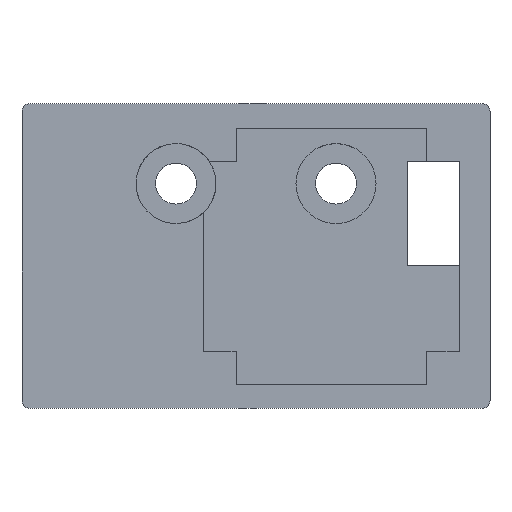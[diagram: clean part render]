
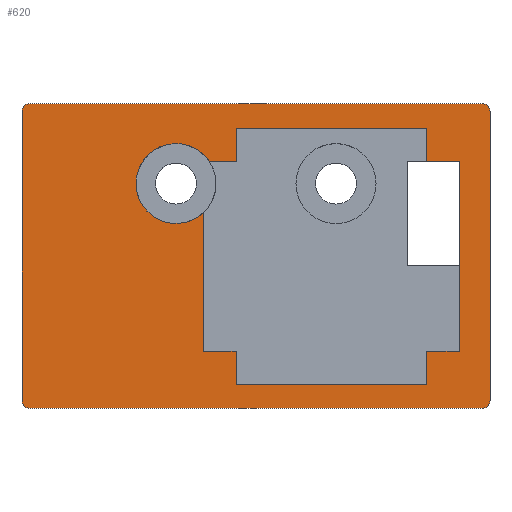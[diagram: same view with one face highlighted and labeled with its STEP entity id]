
A CAD part, top view. The second image highlights one B-rep face of the part: STEP entity #620.
In plain terms, the highlighted planar face has unit normal (0, 0, 1).
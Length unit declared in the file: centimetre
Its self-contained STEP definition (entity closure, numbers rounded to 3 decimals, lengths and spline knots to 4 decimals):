
#30=LINE('',#879,#92);
#37=LINE('',#910,#99);
#48=LINE('',#932,#110);
#50=LINE('',#936,#112);
#52=LINE('',#940,#114);
#54=LINE('',#944,#116);
#56=LINE('',#948,#118);
#58=LINE('',#951,#120);
#59=LINE('',#954,#121);
#62=LINE('',#959,#124);
#64=LINE('',#963,#126);
#66=LINE('',#966,#128);
#70=LINE('',#986,#132);
#74=LINE('',#998,#136);
#78=LINE('',#1010,#140);
#82=LINE('',#1020,#144);
#92=VECTOR('',#705,1.);
#99=VECTOR('',#736,1.);
#110=VECTOR('',#751,1.);
#112=VECTOR('',#755,1.);
#114=VECTOR('',#759,1.);
#116=VECTOR('',#763,1.);
#118=VECTOR('',#767,1.);
#120=VECTOR('',#771,1.);
#121=VECTOR('',#774,1.);
#124=VECTOR('',#779,1.);
#126=VECTOR('',#783,1.);
#128=VECTOR('',#787,1.);
#132=VECTOR('',#807,1.);
#136=VECTOR('',#819,1.);
#140=VECTOR('',#831,1.);
#144=VECTOR('',#843,1.);
#166=PLANE('',#675);
#177=FACE_BOUND('',#264,.T.);
#221=FACE_OUTER_BOUND('',#263,.T.);
#263=EDGE_LOOP('',(#553,#554,#555,#556,#557,#558,#559,#560));
#264=EDGE_LOOP('',(#561,#562,#563,#564,#565,#566,#567,#568,#569,#570,#571,
#572,#573));
#274=CIRCLE('',#638,0.5);
#281=CIRCLE('',#661,0.1);
#283=CIRCLE('',#665,0.1);
#285=CIRCLE('',#669,0.1);
#287=CIRCLE('',#673,0.1);
#297=VERTEX_POINT('',#876);
#298=VERTEX_POINT('',#878);
#303=VERTEX_POINT('',#892);
#305=VERTEX_POINT('',#895);
#310=VERTEX_POINT('',#908);
#319=VERTEX_POINT('',#931);
#320=VERTEX_POINT('',#935);
#321=VERTEX_POINT('',#939);
#322=VERTEX_POINT('',#943);
#323=VERTEX_POINT('',#947);
#324=VERTEX_POINT('',#953);
#325=VERTEX_POINT('',#958);
#326=VERTEX_POINT('',#962);
#331=VERTEX_POINT('',#977);
#332=VERTEX_POINT('',#979);
#334=VERTEX_POINT('',#985);
#336=VERTEX_POINT('',#991);
#338=VERTEX_POINT('',#997);
#340=VERTEX_POINT('',#1003);
#342=VERTEX_POINT('',#1009);
#344=VERTEX_POINT('',#1015);
#356=EDGE_CURVE('',#298,#297,#30,.T.);
#363=EDGE_CURVE('',#305,#303,#274,.T.);
#370=EDGE_CURVE('',#303,#310,#37,.T.);
#381=EDGE_CURVE('',#319,#305,#48,.T.);
#383=EDGE_CURVE('',#320,#319,#50,.T.);
#385=EDGE_CURVE('',#321,#320,#52,.T.);
#387=EDGE_CURVE('',#322,#321,#54,.T.);
#389=EDGE_CURVE('',#323,#322,#56,.T.);
#391=EDGE_CURVE('',#297,#323,#58,.T.);
#392=EDGE_CURVE('',#324,#298,#59,.T.);
#395=EDGE_CURVE('',#325,#324,#62,.T.);
#397=EDGE_CURVE('',#326,#325,#64,.T.);
#399=EDGE_CURVE('',#310,#326,#66,.T.);
#404=EDGE_CURVE('',#332,#331,#281,.T.);
#407=EDGE_CURVE('',#334,#332,#70,.T.);
#410=EDGE_CURVE('',#336,#334,#283,.T.);
#413=EDGE_CURVE('',#338,#336,#74,.T.);
#416=EDGE_CURVE('',#340,#338,#285,.T.);
#419=EDGE_CURVE('',#342,#340,#78,.T.);
#422=EDGE_CURVE('',#344,#342,#287,.T.);
#425=EDGE_CURVE('',#331,#344,#82,.T.);
#553=ORIENTED_EDGE('',*,*,#425,.T.);
#554=ORIENTED_EDGE('',*,*,#422,.T.);
#555=ORIENTED_EDGE('',*,*,#419,.T.);
#556=ORIENTED_EDGE('',*,*,#416,.T.);
#557=ORIENTED_EDGE('',*,*,#413,.T.);
#558=ORIENTED_EDGE('',*,*,#410,.T.);
#559=ORIENTED_EDGE('',*,*,#407,.T.);
#560=ORIENTED_EDGE('',*,*,#404,.T.);
#561=ORIENTED_EDGE('',*,*,#363,.T.);
#562=ORIENTED_EDGE('',*,*,#370,.T.);
#563=ORIENTED_EDGE('',*,*,#399,.T.);
#564=ORIENTED_EDGE('',*,*,#397,.T.);
#565=ORIENTED_EDGE('',*,*,#395,.T.);
#566=ORIENTED_EDGE('',*,*,#392,.T.);
#567=ORIENTED_EDGE('',*,*,#356,.T.);
#568=ORIENTED_EDGE('',*,*,#391,.T.);
#569=ORIENTED_EDGE('',*,*,#389,.T.);
#570=ORIENTED_EDGE('',*,*,#387,.T.);
#571=ORIENTED_EDGE('',*,*,#385,.T.);
#572=ORIENTED_EDGE('',*,*,#383,.T.);
#573=ORIENTED_EDGE('',*,*,#381,.T.);
#620=ADVANCED_FACE('',(#221,#177),#166,.T.);
#638=AXIS2_PLACEMENT_3D('',#896,#721,#722);
#661=AXIS2_PLACEMENT_3D('',#980,#801,#802);
#665=AXIS2_PLACEMENT_3D('',#992,#813,#814);
#669=AXIS2_PLACEMENT_3D('',#1004,#825,#826);
#673=AXIS2_PLACEMENT_3D('',#1016,#837,#838);
#675=AXIS2_PLACEMENT_3D('',#1021,#844,#845);
#705=DIRECTION('',(0.,-1.,0.));
#721=DIRECTION('center_axis',(0.,0.,-1.));
#722=DIRECTION('ref_axis',(1.,0.,0.));
#736=DIRECTION('',(1.,0.,0.));
#751=DIRECTION('',(0.,1.,0.));
#755=DIRECTION('',(-1.,0.,0.));
#759=DIRECTION('',(0.,1.,0.));
#763=DIRECTION('',(-1.,0.,0.));
#767=DIRECTION('',(0.,-1.,0.));
#771=DIRECTION('',(-1.,0.,0.));
#774=DIRECTION('',(1.,0.,0.));
#779=DIRECTION('',(0.,-1.,0.));
#783=DIRECTION('',(1.,0.,0.));
#787=DIRECTION('',(0.,1.,0.));
#801=DIRECTION('center_axis',(0.,0.,1.));
#802=DIRECTION('ref_axis',(0.,1.,0.));
#807=DIRECTION('',(-1.,0.,0.));
#813=DIRECTION('center_axis',(0.,0.,1.));
#814=DIRECTION('ref_axis',(1.,0.,0.));
#819=DIRECTION('',(0.,1.,0.));
#825=DIRECTION('center_axis',(0.,0.,1.));
#826=DIRECTION('ref_axis',(0.,-1.,0.));
#831=DIRECTION('',(1.,0.,0.));
#837=DIRECTION('center_axis',(0.,0.,1.));
#838=DIRECTION('ref_axis',(-1.,0.,0.));
#843=DIRECTION('',(0.,-1.,0.));
#844=DIRECTION('center_axis',(0.,0.,1.));
#845=DIRECTION('ref_axis',(1.,0.,0.));
#876=CARTESIAN_POINT('',(2.5413,-2.0987,0.635));
#878=CARTESIAN_POINT('',(2.5413,0.2813,0.635));
#879=CARTESIAN_POINT('',(2.5413,-0.3119,0.635));
#892=CARTESIAN_POINT('',(-0.5866,0.2813,0.635));
#895=CARTESIAN_POINT('',(-0.6587,-0.3654,0.635));
#896=CARTESIAN_POINT('Origin',(-1.,0.,0.635));
#908=CARTESIAN_POINT('',(-0.2487,0.2813,0.635));
#910=CARTESIAN_POINT('',(-0.3293,0.2813,0.635));
#931=CARTESIAN_POINT('',(-0.6587,-2.0987,0.635));
#932=CARTESIAN_POINT('',(-0.6587,-1.5019,0.635));
#935=CARTESIAN_POINT('',(-0.2487,-2.0987,0.635));
#936=CARTESIAN_POINT('',(-0.1243,-2.0987,0.635));
#939=CARTESIAN_POINT('',(-0.2487,-2.5087,0.635));
#940=CARTESIAN_POINT('',(-0.2487,-1.7069,0.635));
#943=CARTESIAN_POINT('',(2.1313,-2.5087,0.635));
#944=CARTESIAN_POINT('',(1.0657,-2.5087,0.635));
#947=CARTESIAN_POINT('',(2.1313,-2.0987,0.635));
#948=CARTESIAN_POINT('',(2.1313,-1.5019,0.635));
#951=CARTESIAN_POINT('',(1.2707,-2.0987,0.635));
#953=CARTESIAN_POINT('',(2.1313,0.2813,0.635));
#954=CARTESIAN_POINT('',(1.0657,0.2813,0.635));
#958=CARTESIAN_POINT('',(2.1313,0.6913,0.635));
#959=CARTESIAN_POINT('',(2.1313,-0.1069,0.635));
#962=CARTESIAN_POINT('',(-0.2487,0.6913,0.635));
#963=CARTESIAN_POINT('',(-0.1243,0.6913,0.635));
#966=CARTESIAN_POINT('',(-0.2487,-0.3119,0.635));
#977=CARTESIAN_POINT('',(-2.925,0.9,0.635));
#979=CARTESIAN_POINT('',(-2.825,1.,0.635));
#980=CARTESIAN_POINT('Origin',(-2.825,0.9,0.635));
#985=CARTESIAN_POINT('',(2.825,1.,0.635));
#986=CARTESIAN_POINT('',(-2.825,1.,0.635));
#991=CARTESIAN_POINT('',(2.925,0.9,0.635));
#992=CARTESIAN_POINT('Origin',(2.825,0.9,0.635));
#997=CARTESIAN_POINT('',(2.925,-2.71,0.635));
#998=CARTESIAN_POINT('',(2.925,0.9,0.635));
#1003=CARTESIAN_POINT('',(2.825,-2.81,0.635));
#1004=CARTESIAN_POINT('Origin',(2.825,-2.71,0.635));
#1009=CARTESIAN_POINT('',(-2.825,-2.81,0.635));
#1010=CARTESIAN_POINT('',(2.825,-2.81,0.635));
#1015=CARTESIAN_POINT('',(-2.925,-2.71,0.635));
#1016=CARTESIAN_POINT('Origin',(-2.825,-2.71,0.635));
#1020=CARTESIAN_POINT('',(-2.925,-2.71,0.635));
#1021=CARTESIAN_POINT('Origin',(0.,-0.905,
0.635));
